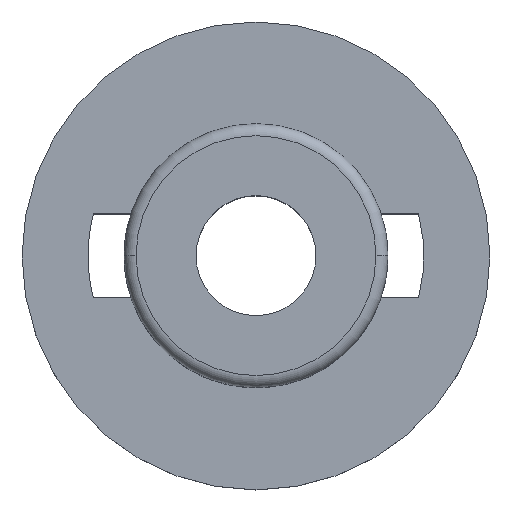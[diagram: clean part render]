
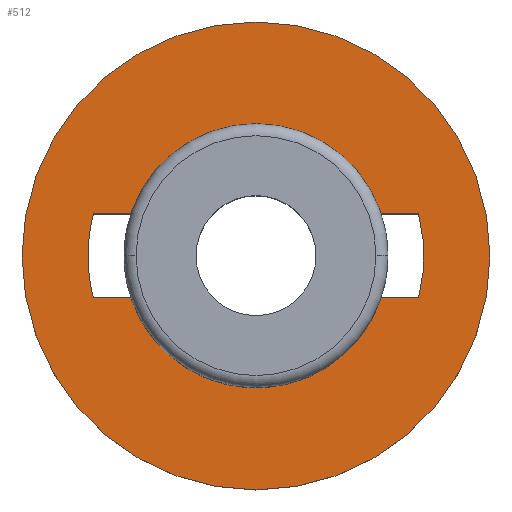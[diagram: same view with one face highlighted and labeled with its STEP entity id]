
A CAD part, top view. The second image highlights one B-rep face of the part: STEP entity #512.
In plain terms, the highlighted planar face has unit normal (0, 0, 1).
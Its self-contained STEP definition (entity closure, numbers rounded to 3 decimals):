
#21 = CARTESIAN_POINT ( 'NONE',  ( 0., 0., 0. ) ) ;
#23 = DIRECTION ( 'NONE',  ( 0., 0., 1. ) ) ;
#25 = DIRECTION ( 'NONE',  ( 1., 0., 0. ) ) ;
#27 = CARTESIAN_POINT ( 'NONE',  ( 2.711, -0.7, 0. ) ) ;
#36 = CARTESIAN_POINT ( 'NONE',  ( 0., 0., 0. ) ) ;
#41 = PLANE ( 'NONE',  #643 ) ;
#44 = DIRECTION ( 'NONE',  ( 0., 0., 1. ) ) ;
#49 = DIRECTION ( 'NONE',  ( 1., 0., 0. ) ) ;
#53 = CARTESIAN_POINT ( 'NONE',  ( -3.9, 0., 0. ) ) ;
#54 = CARTESIAN_POINT ( 'NONE',  ( 0., 0., 0. ) ) ;
#56 = DIRECTION ( 'NONE',  ( 0., 0., 1. ) ) ;
#57 = CARTESIAN_POINT ( 'NONE',  ( 2.086, -0.7, 0. ) ) ;
#59 = DIRECTION ( 'NONE',  ( 1., 0., 0. ) ) ;
#64 = CARTESIAN_POINT ( 'NONE',  ( 0., 0., 0. ) ) ;
#65 = AXIS2_PLACEMENT_3D ( 'NONE', #178, #214, #226 ) ;
#67 = DIRECTION ( 'NONE',  ( 0., 0., 1. ) ) ;
#70 = DIRECTION ( 'NONE',  ( 1., 0., 0. ) ) ;
#71 = EDGE_CURVE ( 'NONE', #574, #636, #464, .T. ) ;
#72 = CARTESIAN_POINT ( 'NONE',  ( 0., 0., 0. ) ) ;
#73 = DIRECTION ( 'NONE',  ( 0., 0., -1. ) ) ;
#75 = DIRECTION ( 'NONE',  ( 1., 0., 0. ) ) ;
#80 = VERTEX_POINT ( 'NONE', #216 ) ;
#81 = CARTESIAN_POINT ( 'NONE',  ( 2.711, 0.7, 0. ) ) ;
#98 = DIRECTION ( 'NONE',  ( -1., 0., 0. ) ) ;
#111 = EDGE_CURVE ( 'NONE', #523, #572, #452, .T. ) ;
#112 = CARTESIAN_POINT ( 'NONE',  ( 2.086, 0.7, 0. ) ) ;
#115 = CARTESIAN_POINT ( 'NONE',  ( 0., 0.7, 0. ) ) ;
#120 = CARTESIAN_POINT ( 'NONE',  ( -2.086, 0.7, 0. ) ) ;
#123 = CARTESIAN_POINT ( 'NONE',  ( -2.8, 0., 0. ) ) ;
#147 = CARTESIAN_POINT ( 'NONE',  ( -2.711, -0.7, 0. ) ) ;
#152 = AXIS2_PLACEMENT_3D ( 'NONE', #72, #73, #75 ) ;
#156 = CARTESIAN_POINT ( 'NONE',  ( 0., -0.7, 0. ) ) ;
#169 = CARTESIAN_POINT ( 'NONE',  ( 3.9, 0., 0. ) ) ;
#171 = CARTESIAN_POINT ( 'NONE',  ( -2.711, 0.7, 0. ) ) ;
#178 = CARTESIAN_POINT ( 'NONE',  ( 0., 0., 0. ) ) ;
#181 = EDGE_CURVE ( 'NONE', #620, #494, #447, .T. ) ;
#189 = EDGE_CURVE ( 'NONE', #523, #473, #441, .T. ) ;
#197 = DIRECTION ( 'NONE',  ( 0., 0., 1. ) ) ;
#209 = CARTESIAN_POINT ( 'NONE',  ( 0., 0., 0. ) ) ;
#214 = DIRECTION ( 'NONE',  ( 0., 0., -1. ) ) ;
#216 = CARTESIAN_POINT ( 'NONE',  ( -2.086, -0.7, 0. ) ) ;
#224 = AXIS2_PLACEMENT_3D ( 'NONE', #209, #197, #225 ) ;
#225 = DIRECTION ( 'NONE',  ( 1., 0., 0. ) ) ;
#226 = DIRECTION ( 'NONE',  ( 1., 0., 0. ) ) ;
#232 = DIRECTION ( 'NONE',  ( -1., 0., 0. ) ) ;
#247 = CARTESIAN_POINT ( 'NONE',  ( 0., 0., 0. ) ) ;
#248 = DIRECTION ( 'NONE',  ( 0., 0., -1. ) ) ;
#249 = DIRECTION ( 'NONE',  ( 1., 0., 0. ) ) ;
#276 = CARTESIAN_POINT ( 'NONE',  ( 0., 0.7, 0. ) ) ;
#278 = DIRECTION ( 'NONE',  ( -1., 0., 0. ) ) ;
#291 = DIRECTION ( 'NONE',  ( -1., 0., 0. ) ) ;
#293 = VECTOR ( 'NONE', #278, 1000. ) ;
#296 = LINE ( 'NONE', #276, #293 ) ;
#300 = AXIS2_PLACEMENT_3D ( 'NONE', #36, #44, #49 ) ;
#307 = EDGE_CURVE ( 'NONE', #473, #495, #419, .T. ) ;
#336 = CIRCLE ( 'NONE', #373, 2.8 ) ;
#344 = CIRCLE ( 'NONE', #224, 2.2 ) ;
#346 = AXIS2_PLACEMENT_3D ( 'NONE', #21, #23, #25 ) ;
#371 = VECTOR ( 'NONE', #98, 1000. ) ;
#373 = AXIS2_PLACEMENT_3D ( 'NONE', #247, #248, #249 ) ;
#374 = LINE ( 'NONE', #156, #371 ) ;
#383 = FACE_OUTER_BOUND ( 'NONE', #595, .T. ) ;
#384 = FACE_BOUND ( 'NONE', #671, .T. ) ;
#391 = CIRCLE ( 'NONE', #532, 3.9 ) ;
#404 = CIRCLE ( 'NONE', #346, 2.2 ) ;
#409 = VECTOR ( 'NONE', #291, 1000. ) ;
#419 = LINE ( 'NONE', #591, #409 ) ;
#423 = EDGE_CURVE ( 'NONE', #80, #495, #404, .T. ) ;
#441 = CIRCLE ( 'NONE', #152, 2.8 ) ;
#447 = CIRCLE ( 'NONE', #300, 3.9 ) ;
#451 = VECTOR ( 'NONE', #232, 1000. ) ;
#452 = LINE ( 'NONE', #115, #451 ) ;
#464 = CIRCLE ( 'NONE', #65, 2.8 ) ;
#473 = VERTEX_POINT ( 'NONE', #27 ) ;
#483 = ORIENTED_EDGE ( 'NONE', *, *, #489, .T. ) ;
#489 = EDGE_CURVE ( 'NONE', #494, #620, #391, .T. ) ;
#494 = VERTEX_POINT ( 'NONE', #53 ) ;
#495 = VERTEX_POINT ( 'NONE', #57 ) ;
#512 = ADVANCED_FACE ( 'NONE', ( #383, #384 ), #41, .T. ) ;
#518 = ORIENTED_EDGE ( 'NONE', *, *, #307, .T. ) ;
#523 = VERTEX_POINT ( 'NONE', #81 ) ;
#532 = AXIS2_PLACEMENT_3D ( 'NONE', #54, #56, #59 ) ;
#533 = ORIENTED_EDGE ( 'NONE', *, *, #71, .T. ) ;
#546 = ORIENTED_EDGE ( 'NONE', *, *, #423, .F. ) ;
#551 = VERTEX_POINT ( 'NONE', #147 ) ;
#554 = EDGE_CURVE ( 'NONE', #80, #551, #374, .T. ) ;
#563 = ORIENTED_EDGE ( 'NONE', *, *, #111, .F. ) ;
#572 = VERTEX_POINT ( 'NONE', #112 ) ;
#574 = VERTEX_POINT ( 'NONE', #123 ) ;
#575 = VERTEX_POINT ( 'NONE', #120 ) ;
#582 = ORIENTED_EDGE ( 'NONE', *, *, #716, .F. ) ;
#591 = CARTESIAN_POINT ( 'NONE',  ( 0., -0.7, 0. ) ) ;
#593 = ORIENTED_EDGE ( 'NONE', *, *, #645, .F. ) ;
#595 = EDGE_LOOP ( 'NONE', ( #640, #483 ) ) ;
#620 = VERTEX_POINT ( 'NONE', #169 ) ;
#622 = ORIENTED_EDGE ( 'NONE', *, *, #189, .T. ) ;
#630 = ORIENTED_EDGE ( 'NONE', *, *, #554, .T. ) ;
#636 = VERTEX_POINT ( 'NONE', #171 ) ;
#640 = ORIENTED_EDGE ( 'NONE', *, *, #181, .T. ) ;
#643 = AXIS2_PLACEMENT_3D ( 'NONE', #64, #67, #70 ) ;
#645 = EDGE_CURVE ( 'NONE', #572, #575, #344, .T. ) ;
#671 = EDGE_LOOP ( 'NONE', ( #676, #533, #582, #593, #563, #622, #518, #546, #630 ) ) ;
#676 = ORIENTED_EDGE ( 'NONE', *, *, #677, .T. ) ;
#677 = EDGE_CURVE ( 'NONE', #551, #574, #336, .T. ) ;
#716 = EDGE_CURVE ( 'NONE', #575, #636, #296, .T. ) ;
